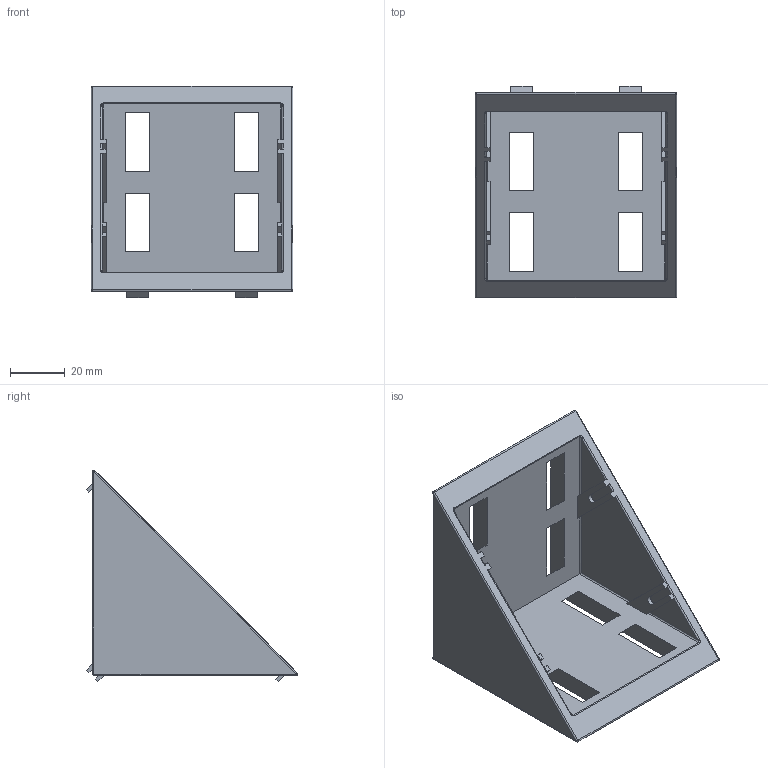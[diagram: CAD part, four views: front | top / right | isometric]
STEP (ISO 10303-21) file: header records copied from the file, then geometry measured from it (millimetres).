
FILE_DESCRIPTION(/* description */ (''),/* implementation_level */ '2;1');
FILE_NAME(/* name */ '307476.stp',/* time_stamp */ '2022-10-07T08:52:38+02:00',/* author */ ('aluteckkpl_am'),/* organization */ (''),/* preprocessor_version */ 'ST-DEVELOPER v18.1',/* originating_system */ 'Autodesk Inventor 2021',/* authorisation */ '');
FILE_SCHEMA (('CONFIG_CONTROL_DESIGN'));
Length unit declared in the file: millimetre
Products named in the file (1): 307476
Bounding box: 74 x 77.6 x 77.6 mm (x, y, z)
Volume: 61488.8 mm3; surface area: 35885.9 mm2
Topology: 1 solids, 1 shells, 292 faces, 753 edges, 486 vertices
Faces by surface type: plane 251, cylinder 31, sphere 6, bspline 4
Entity records: 8833 total; most frequent: CARTESIAN_POINT 1622, ORIENTED_EDGE 1494, DIRECTION 1389, EDGE_CURVE 747, LINE 683, VECTOR 683, VERTEX_POINT 486, AXIS2_PLACEMENT_3D 353
